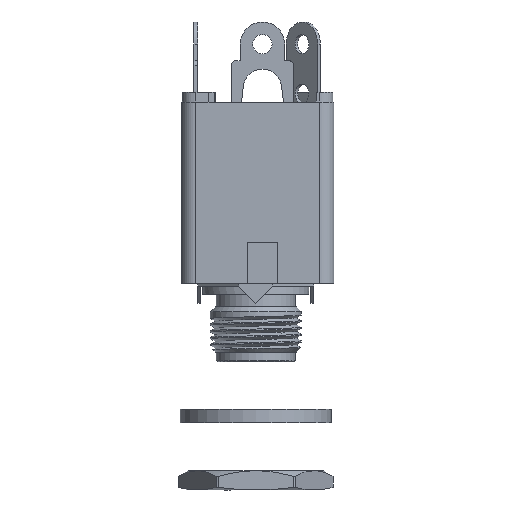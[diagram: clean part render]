
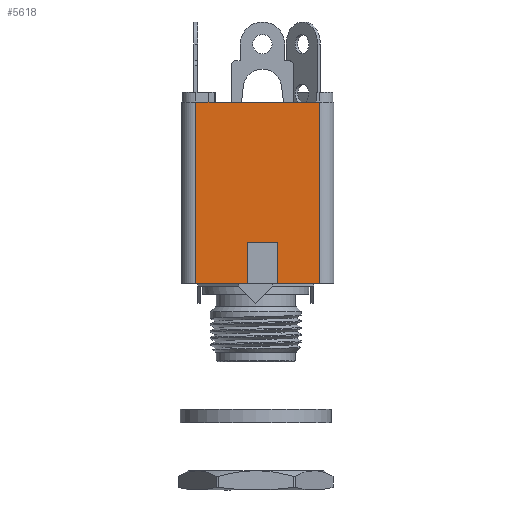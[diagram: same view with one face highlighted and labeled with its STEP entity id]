
A CAD part, left-side view. The second image highlights one B-rep face of the part: STEP entity #5618.
In plain terms, the highlighted planar face has unit normal (-1, 0, 0).
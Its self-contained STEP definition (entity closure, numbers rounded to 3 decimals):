
#312=CARTESIAN_POINT('',(-7.9,6.417,0.0));
#313=VERTEX_POINT('',#312);
#321=CARTESIAN_POINT('',(-7.9,-6.383,0.0));
#322=VERTEX_POINT('',#321);
#323=CARTESIAN_POINT('',(-7.9,-6.383,0.0));
#324=DIRECTION('',(0.0,1.0,0.0));
#325=VECTOR('',#324,12.8);
#326=LINE('',#323,#325);
#327=EDGE_CURVE('',#322,#313,#326,.T.);
#1049=CARTESIAN_POINT('',(-7.9,-2.083,-14.6));
#1050=VERTEX_POINT('',#1049);
#1057=CARTESIAN_POINT('',(-7.9,1.117,-14.6));
#1058=VERTEX_POINT('',#1057);
#1059=CARTESIAN_POINT('',(-7.9,1.117,-14.6));
#1060=DIRECTION('',(0.0,-1.0,0.0));
#1061=VECTOR('',#1060,3.2);
#1062=LINE('',#1059,#1061);
#1063=EDGE_CURVE('',#1058,#1050,#1062,.T.);
#1357=CARTESIAN_POINT('',(-7.9,-6.383,-18.8));
#1358=VERTEX_POINT('',#1357);
#1366=CARTESIAN_POINT('',(-7.9,-2.083,-18.8));
#1367=VERTEX_POINT('',#1366);
#1368=CARTESIAN_POINT('',(-7.9,-6.383,-18.8));
#1369=DIRECTION('',(0.0,1.0,0.0));
#1370=VECTOR('',#1369,4.3);
#1371=LINE('',#1368,#1370);
#1372=EDGE_CURVE('',#1358,#1367,#1371,.T.);
#1390=CARTESIAN_POINT('',(-7.9,1.117,-18.8));
#1391=VERTEX_POINT('',#1390);
#1398=CARTESIAN_POINT('',(-7.9,6.417,-18.8));
#1399=VERTEX_POINT('',#1398);
#1400=CARTESIAN_POINT('',(-7.9,1.117,-18.8));
#1401=DIRECTION('',(0.0,1.0,0.0));
#1402=VECTOR('',#1401,5.3);
#1403=LINE('',#1400,#1402);
#1404=EDGE_CURVE('',#1391,#1399,#1403,.T.);
#5579=CARTESIAN_POINT('',(-7.9,1.117,-18.8));
#5580=DIRECTION('',(0.0,0.0,1.0));
#5581=VECTOR('',#5580,4.2);
#5582=LINE('',#5579,#5581);
#5583=EDGE_CURVE('',#1391,#1058,#5582,.T.);
#5588=CARTESIAN_POINT('',(-7.9,6.417,0.0));
#5589=DIRECTION('',(-1.0,0.0,0.0));
#5590=DIRECTION('',(0.0,0.0,1.0));
#5591=AXIS2_PLACEMENT_3D('',#5588,#5589,#5590);
#5592=PLANE('',#5591);
#5593=ORIENTED_EDGE('',*,*,#1063,.T.);
#5594=CARTESIAN_POINT('',(-7.9,-2.083,-18.8));
#5595=DIRECTION('',(0.0,0.0,1.0));
#5596=VECTOR('',#5595,4.2);
#5597=LINE('',#5594,#5596);
#5598=EDGE_CURVE('',#1367,#1050,#5597,.T.);
#5599=ORIENTED_EDGE('',*,*,#5598,.F.);
#5600=ORIENTED_EDGE('',*,*,#1372,.F.);
#5601=CARTESIAN_POINT('',(-7.9,-6.383,-18.8));
#5602=DIRECTION('',(0.0,0.0,1.0));
#5603=VECTOR('',#5602,18.8);
#5604=LINE('',#5601,#5603);
#5605=EDGE_CURVE('',#1358,#322,#5604,.T.);
#5606=ORIENTED_EDGE('',*,*,#5605,.T.);
#5607=ORIENTED_EDGE('',*,*,#327,.T.);
#5608=CARTESIAN_POINT('',(-7.9,6.417,-18.8));
#5609=DIRECTION('',(0.0,0.0,1.0));
#5610=VECTOR('',#5609,18.8);
#5611=LINE('',#5608,#5610);
#5612=EDGE_CURVE('',#1399,#313,#5611,.T.);
#5613=ORIENTED_EDGE('',*,*,#5612,.F.);
#5614=ORIENTED_EDGE('',*,*,#1404,.F.);
#5615=ORIENTED_EDGE('',*,*,#5583,.T.);
#5616=EDGE_LOOP('',(#5593,#5599,#5600,#5606,#5607,#5613,#5614,#5615));
#5617=FACE_OUTER_BOUND('',#5616,.T.);
#5618=ADVANCED_FACE('',(#5617),#5592,.T.);
